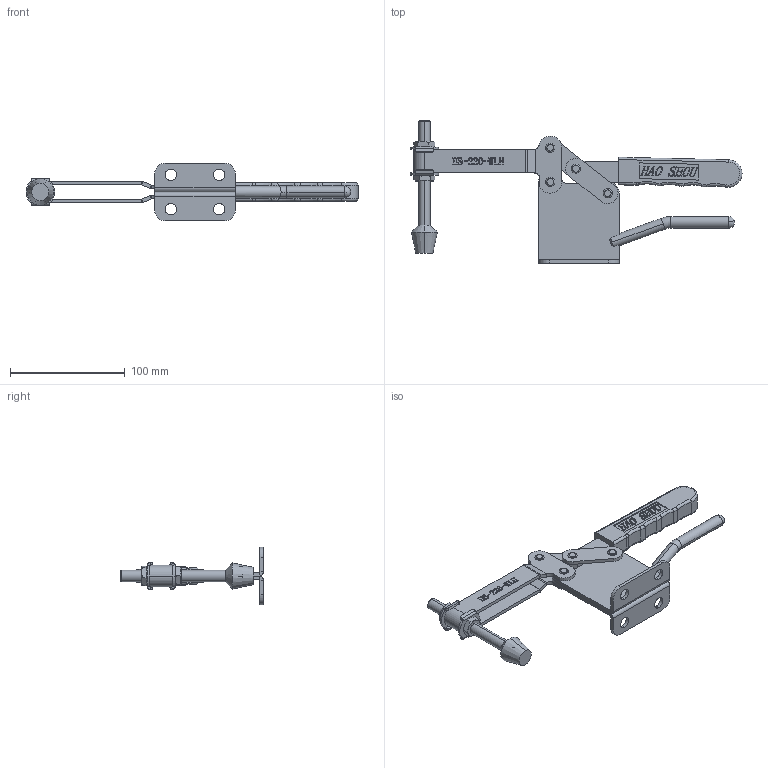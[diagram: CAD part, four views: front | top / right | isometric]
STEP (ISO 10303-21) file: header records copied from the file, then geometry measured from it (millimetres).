
FILE_DESCRIPTION (( 'STEP AP203' ), '1' );
FILE_NAME ('HS-220-WLH .STEP', '2019-10-06T00:30:28', ( '微软用户' ), ( '微软中国' ), 'SwSTEP 2.0', 'SolidWorks 2012', '' );
FILE_SCHEMA (( 'CONFIG_CONTROL_DESIGN' ));
Length unit declared in the file: millimetre
Products named in the file (13): HS-220-WLH ; FW-380; hex thin nuts-grades ab-chamfered gb_GB_FASTENER_NUT_STNAB M10-N; hexagon head bolts-full thread gb_GB_FASTENER_BOLT_STBAB A M10X100-N; 揤輸; 揤參; 种; 忒梟; 忒參; 蟀裝; 痴忒; 楊擘菁釱酘; 楊擘菁釱衵
Assembly tree (18 placements, depth 2):
  HS-220-WLH 
    楊擘菁釱衵
    楊擘菁釱酘
    痴忒
    蟀裝  x2
    忒參
    忒梟
    种  x4
    揤參
    揤輸
    hexagon head bolts-full thread gb_GB_FASTENER_BOLT_STBAB A M10X100-N
    hex thin nuts-grades ab-chamfered gb_GB_FASTENER_NUT_STNAB M10-N  x2
    FW-380  x2
Bounding box: 289.17 x 124.28 x 50 mm (x, y, z)
Volume: 134808.2 mm3; surface area: 82261.9 mm2
Topology: 18 solids, 18 shells, 1112 faces, 2953 edges, 1933 vertices
Faces by surface type: plane 638, bspline 262, cylinder 141, torus 36, cone 33, sphere 2
Entity records: 45998 total; most frequent: CARTESIAN_POINT 20207, ORIENTED_EDGE 5534, DIRECTION 4088, EDGE_CURVE 2767, LINE 1884, VECTOR 1884, VERTEX_POINT 1812, EDGE_LOOP 1117
